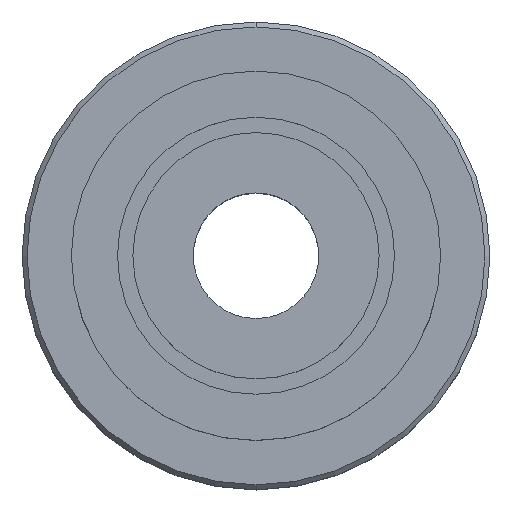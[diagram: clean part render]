
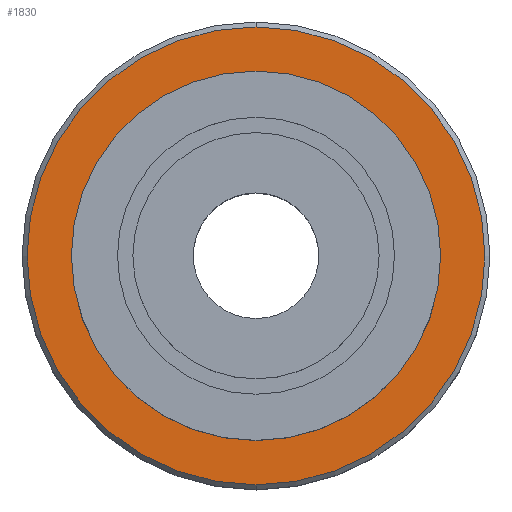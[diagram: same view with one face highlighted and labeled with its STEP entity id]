
A CAD part, top view. The second image highlights one B-rep face of the part: STEP entity #1830.
In plain terms, the highlighted face is planar.
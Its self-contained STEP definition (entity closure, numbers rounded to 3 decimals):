
#86 = ORIENTED_EDGE ( 'NONE', *, *, #910, .T. ) ;
#90 = ORIENTED_EDGE ( 'NONE', *, *, #659, .F. ) ;
#245 = AXIS2_PLACEMENT_3D ( 'NONE', #491, #487, #486 ) ;
#294 = CARTESIAN_POINT ( 'NONE',  ( 0., 6.8, 9.3 ) ) ;
#322 = AXIS2_PLACEMENT_3D ( 'NONE', #389, #388, #358 ) ;
#358 = DIRECTION ( 'NONE',  ( 0., 0., -1. ) ) ;
#365 = AXIS2_PLACEMENT_3D ( 'NONE', #778, #735, #625 ) ;
#373 = EDGE_CURVE ( 'NONE', #856, #1665, #962, .T. ) ;
#388 = DIRECTION ( 'NONE',  ( 0., -1., 0. ) ) ;
#389 = CARTESIAN_POINT ( 'NONE',  ( 0., 6.8, 0. ) ) ;
#486 = DIRECTION ( 'NONE',  ( 0., 0., -1. ) ) ;
#487 = DIRECTION ( 'NONE',  ( 0., -1., 0. ) ) ;
#491 = CARTESIAN_POINT ( 'NONE',  ( 0., 6.8, 0. ) ) ;
#573 = CARTESIAN_POINT ( 'NONE',  ( 0., 6.8, -7.5 ) ) ;
#625 = DIRECTION ( 'NONE',  ( 0., 0., -1. ) ) ;
#653 = ORIENTED_EDGE ( 'NONE', *, *, #373, .F. ) ;
#659 = EDGE_CURVE ( 'NONE', #1665, #856, #1230, .T. ) ;
#662 = DIRECTION ( 'NONE',  ( 0., 0., 1. ) ) ;
#717 = VERTEX_POINT ( 'NONE', #573 ) ;
#718 = EDGE_CURVE ( 'NONE', #717, #775, #1324, .T. ) ;
#735 = DIRECTION ( 'NONE',  ( 0., -1., 0. ) ) ;
#769 = CARTESIAN_POINT ( 'NONE',  ( 0., 6.8, -9.3 ) ) ;
#775 = VERTEX_POINT ( 'NONE', #1000 ) ;
#778 = CARTESIAN_POINT ( 'NONE',  ( 0., 6.8, 0. ) ) ;
#856 = VERTEX_POINT ( 'NONE', #769 ) ;
#886 = ORIENTED_EDGE ( 'NONE', *, *, #718, .T. ) ;
#910 = EDGE_CURVE ( 'NONE', #775, #717, #1651, .T. ) ;
#962 = CIRCLE ( 'NONE', #365, 9.3 ) ;
#1000 = CARTESIAN_POINT ( 'NONE',  ( 0., 6.8, 7.5 ) ) ;
#1217 = FACE_BOUND ( 'NONE', #1396, .T. ) ;
#1221 = FACE_OUTER_BOUND ( 'NONE', #1578, .T. ) ;
#1230 = CIRCLE ( 'NONE', #1991, 9.3 ) ;
#1324 = CIRCLE ( 'NONE', #322, 7.5 ) ;
#1396 = EDGE_LOOP ( 'NONE', ( #886, #86 ) ) ;
#1578 = EDGE_LOOP ( 'NONE', ( #653, #90 ) ) ;
#1651 = CIRCLE ( 'NONE', #245, 7.5 ) ;
#1665 = VERTEX_POINT ( 'NONE', #294 ) ;
#1830 = ADVANCED_FACE ( 'NONE', ( #1217, #1221 ), #1914, .T. ) ;
#1900 = DIRECTION ( 'NONE',  ( 0., 1., 0. ) ) ;
#1903 = CARTESIAN_POINT ( 'NONE',  ( 9.5, 6.8, 0. ) ) ;
#1914 = PLANE ( 'NONE',  #2008 ) ;
#1991 = AXIS2_PLACEMENT_3D ( 'NONE', #2054, #2046, #2027 ) ;
#2008 = AXIS2_PLACEMENT_3D ( 'NONE', #1903, #1900, #662 ) ;
#2027 = DIRECTION ( 'NONE',  ( 0., 0., -1. ) ) ;
#2046 = DIRECTION ( 'NONE',  ( 0., -1., 0. ) ) ;
#2054 = CARTESIAN_POINT ( 'NONE',  ( 0., 6.8, 0. ) ) ;
